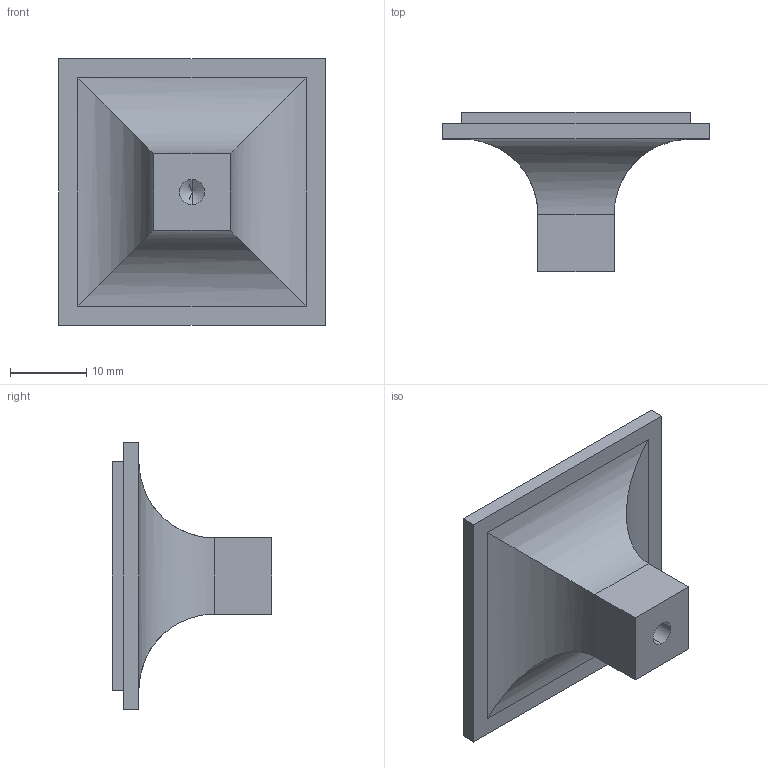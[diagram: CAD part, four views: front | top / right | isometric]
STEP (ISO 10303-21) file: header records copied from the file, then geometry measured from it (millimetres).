
FILE_DESCRIPTION (( 'STEP AP214' ), '1' );
FILE_NAME ('F003233,F003234_3D.step', '2022-08-15T13:05:13', ( '' ), ( '' ), 'SwSTEP 2.0', 'SolidWorks 2020', '' );
FILE_SCHEMA (( 'AUTOMOTIVE_DESIGN' ));
Length unit declared in the file: millimetre
Products named in the file (1): F003233,F003234_3D
Bounding box: 35 x 21 x 35 mm (x, y, z)
Volume: 6018.3 mm3; surface area: 3761.6 mm2
Topology: 1 solids, 1 shells, 103 faces, 282 edges, 185 vertices
Faces by surface type: plane 95, cylinder 6, cone 2
Entity records: 3234 total; most frequent: CARTESIAN_POINT 581, ORIENTED_EDGE 560, DIRECTION 488, EDGE_CURVE 280, LINE 272, VECTOR 272, VERTEX_POINT 185, EDGE_LOOP 109
